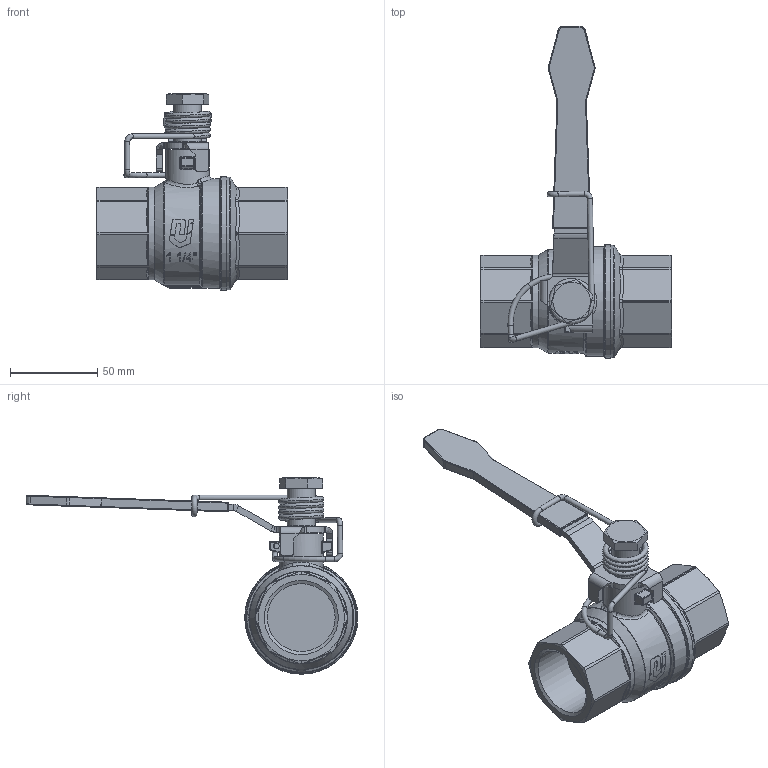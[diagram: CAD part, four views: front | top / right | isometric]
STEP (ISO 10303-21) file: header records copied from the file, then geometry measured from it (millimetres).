
FILE_DESCRIPTION(('HOOPS Exchange Step'),'2;1');
FILE_NAME('GK13_DN32.stp','2025-12-10T14:14:42+01:00',('nieru'),('Unknown organisation'),'HOOPS Exchange 2024.2','HOOPS Exchange','Unknown authorisation');
FILE_SCHEMA( ('AP203_CONFIGURATION_CONTROLLED_3D_DESIGN_OF_MECHANICAL_PARTS_AND_ASSEMBLIES_MIM_LF') );
Length unit declared in the file: millimetre
Products named in the file (2): 0; root
Assembly tree (1 placements, depth 2):
  root
    0
Bounding box: 110 x 190.4 x 112.7 mm (x, y, z)
Volume: 241010.3 mm3; surface area: 49297.2 mm2
Topology: 1 solids, 1 shells, 642 faces, 1724 edges, 1102 vertices
Faces by surface type: plane 189, bspline 182, cylinder 159, torus 56, cone 37, sphere 19
Full cylindrical faces by diameter (mm): 3 x5, 14 x1, 16 x1, 25 x1, 38.952 x2, 53 x1, 63 x1, 64.5 x1, 65 x1
Entity records: 30268 total; most frequent: CARTESIAN_POINT 15905, ORIENTED_EDGE 3416, DIRECTION 2274, EDGE_CURVE 1708, VERTEX_POINT 1101, AXIS2_PLACEMENT_3D 896, B_SPLINE_CURVE_WITH_KNOTS 695, EDGE_LOOP 681
